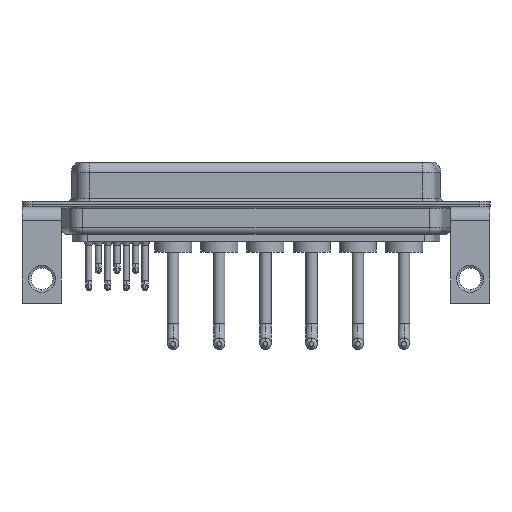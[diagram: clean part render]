
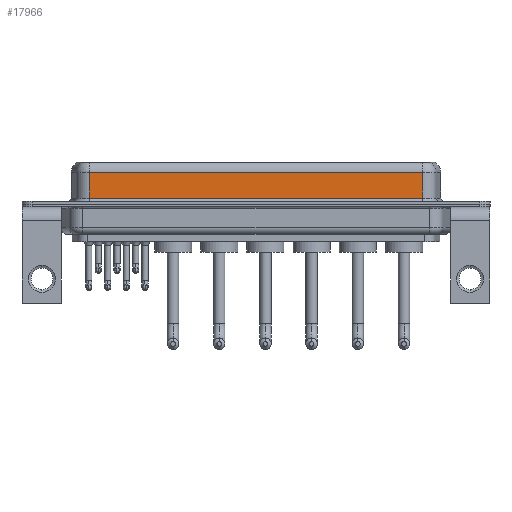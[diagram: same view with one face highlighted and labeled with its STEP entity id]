
A CAD part, front view. The second image highlights one B-rep face of the part: STEP entity #17966.
In plain terms, the highlighted planar face has unit normal (0, -1, 0).
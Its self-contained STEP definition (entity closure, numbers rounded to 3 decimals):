
#211 = LINE ( 'NONE', #18072, #12067 ) ;
#1993 = LINE ( 'NONE', #7913, #16578 ) ;
#3073 = FACE_OUTER_BOUND ( 'NONE', #5527, .T. ) ;
#3166 = VERTEX_POINT ( 'NONE', #4139 ) ;
#3423 = CARTESIAN_POINT ( 'NONE',  ( 7.038, -3.95, 6.4 ) ) ;
#3566 = ORIENTED_EDGE ( 'NONE', *, *, #10918, .T. ) ;
#3903 = VERTEX_POINT ( 'NONE', #13041 ) ;
#4139 = CARTESIAN_POINT ( 'NONE',  ( 56.462, -3.95, 0.9 ) ) ;
#4286 = EDGE_CURVE ( 'NONE', #3903, #3166, #1993, .T. ) ;
#5196 = DIRECTION ( 'NONE',  ( 1., 0., 0. ) ) ;
#5290 = LINE ( 'NONE', #12738, #13747 ) ;
#5527 = EDGE_LOOP ( 'NONE', ( #8133, #3566, #6489, #16242 ) ) ;
#6235 = DIRECTION ( 'NONE',  ( 0., 0., -1. ) ) ;
#6489 = ORIENTED_EDGE ( 'NONE', *, *, #17122, .T. ) ;
#7229 = VERTEX_POINT ( 'NONE', #17544 ) ;
#7524 = PLANE ( 'NONE',  #12818 ) ;
#7871 = VERTEX_POINT ( 'NONE', #17874 ) ;
#7913 = CARTESIAN_POINT ( 'NONE',  ( 56.462, -3.95, 6.4 ) ) ;
#8133 = ORIENTED_EDGE ( 'NONE', *, *, #4286, .F. ) ;
#8990 = DIRECTION ( 'NONE',  ( 0., 1., 0. ) ) ;
#10315 = DIRECTION ( 'NONE',  ( -1., 0., 0. ) ) ;
#10341 = CARTESIAN_POINT ( 'NONE',  ( 56.462, -3.95, 6.4 ) ) ;
#10918 = EDGE_CURVE ( 'NONE', #3903, #7871, #211, .T. ) ;
#11776 = DIRECTION ( 'NONE',  ( 0., 0., 1. ) ) ;
#12067 = VECTOR ( 'NONE', #10315, 1000. ) ;
#12738 = CARTESIAN_POINT ( 'NONE',  ( 56.462, -3.95, 0.9 ) ) ;
#12818 = AXIS2_PLACEMENT_3D ( 'NONE', #10341, #8990, #11776 ) ;
#13041 = CARTESIAN_POINT ( 'NONE',  ( 56.462, -3.95, 4.65 ) ) ;
#13747 = VECTOR ( 'NONE', #5196, 1000. ) ;
#13809 = DIRECTION ( 'NONE',  ( 0., 0., -1. ) ) ;
#15013 = VECTOR ( 'NONE', #6235, 1000. ) ;
#16242 = ORIENTED_EDGE ( 'NONE', *, *, #18211, .T. ) ;
#16578 = VECTOR ( 'NONE', #13809, 1000. ) ;
#16693 = LINE ( 'NONE', #3423, #15013 ) ;
#17122 = EDGE_CURVE ( 'NONE', #7871, #7229, #16693, .T. ) ;
#17544 = CARTESIAN_POINT ( 'NONE',  ( 7.038, -3.95, 0.9 ) ) ;
#17874 = CARTESIAN_POINT ( 'NONE',  ( 7.038, -3.95, 4.65 ) ) ;
#17966 = ADVANCED_FACE ( 'NONE', ( #3073 ), #7524, .F. ) ;
#18072 = CARTESIAN_POINT ( 'NONE',  ( 56.462, -3.95, 4.65 ) ) ;
#18211 = EDGE_CURVE ( 'NONE', #7229, #3166, #5290, .T. ) ;
